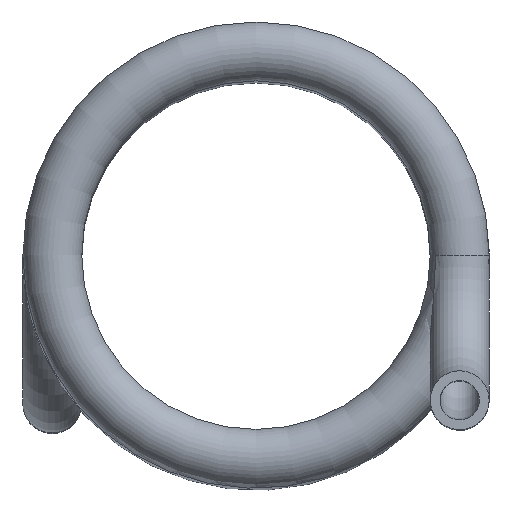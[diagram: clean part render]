
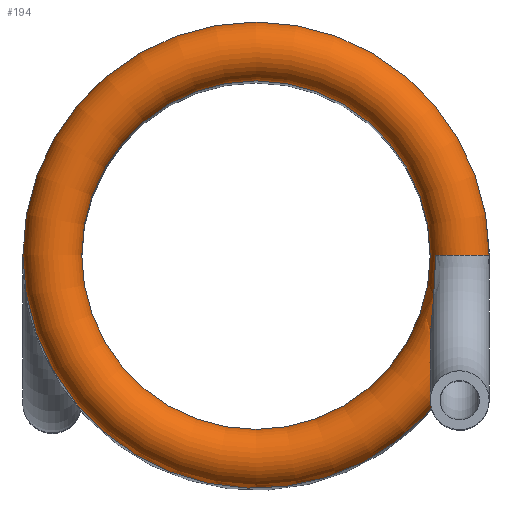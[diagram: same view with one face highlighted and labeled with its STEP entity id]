
A CAD part, top view. The second image highlights one B-rep face of the part: STEP entity #194.
In plain terms, the highlighted toroidal (fillet/blend) face has major radius 41.5 mm and minor radius 6 mm.
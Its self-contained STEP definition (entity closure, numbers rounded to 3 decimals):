
#28=B_SPLINE_CURVE_WITH_KNOTS('',3,(#322,#323,#324,#325,#326,#327,#328,
#329,#330,#331,#332,#333,#334,#335,#336,#337,#338,#339,#340),
 .UNSPECIFIED.,.F.,.F.,(4,1,1,1,1,1,1,1,1,1,1,1,1,1,1,1,4),(0.,
0.004,0.008,0.013,0.015,
0.017,0.019,0.021,0.023,
0.024,0.025,0.026,0.027,
0.028,0.03,0.032,0.034),
 .UNSPECIFIED.);
#34=ORIENTED_EDGE('',*,*,#74,.T.);
#35=ORIENTED_EDGE('',*,*,#75,.F.);
#36=ORIENTED_EDGE('',*,*,#76,.F.);
#37=ORIENTED_EDGE('',*,*,#77,.T.);
#74=EDGE_CURVE('',#94,#94,#112,.T.);
#75=EDGE_CURVE('',#95,#96,#113,.T.);
#76=EDGE_CURVE('',#97,#95,#28,.T.);
#77=EDGE_CURVE('',#97,#96,#114,.T.);
#94=VERTEX_POINT('',#318);
#95=VERTEX_POINT('',#320);
#96=VERTEX_POINT('',#321);
#97=VERTEX_POINT('',#341);
#112=CIRCLE('',#224,35.5);
#113=CIRCLE('',#225,47.5);
#114=CIRCLE('',#226,6.);
#126=EDGE_LOOP('',(#34));
#127=EDGE_LOOP('',(#35,#36,#37));
#156=FACE_BOUND('',#126,.T.);
#157=FACE_BOUND('',#127,.T.);
#186=TOROIDAL_SURFACE('',#223,41.5,6.);
#194=ADVANCED_FACE('',(#156,#157),#186,.T.);
#223=AXIS2_PLACEMENT_3D('',#316,#255,#256);
#224=AXIS2_PLACEMENT_3D('',#317,#257,#258);
#225=AXIS2_PLACEMENT_3D('',#319,#259,#260);
#226=AXIS2_PLACEMENT_3D('',#342,#261,#262);
#255=DIRECTION('',(0.,0.,-1.));
#256=DIRECTION('',(-1.,0.,0.));
#257=DIRECTION('',(0.,0.,-1.));
#258=DIRECTION('',(-1.,0.,0.));
#259=DIRECTION('',(0.,0.,-1.));
#260=DIRECTION('',(-1.,0.,0.));
#261=DIRECTION('',(0.,1.,0.));
#262=DIRECTION('',(1.,0.,0.));
#316=CARTESIAN_POINT('',(0.,47.5,-6.));
#317=CARTESIAN_POINT('',(0.,47.5,-6.));
#318=CARTESIAN_POINT('',(-35.5,47.5,-6.));
#319=CARTESIAN_POINT('',(0.,47.5,-6.));
#320=CARTESIAN_POINT('',(43.427,28.255,-6.));
#321=CARTESIAN_POINT('',(47.5,47.5,-6.));
#322=CARTESIAN_POINT('',(36.624,47.5,-2.504));
#323=CARTESIAN_POINT('',(36.624,46.055,-2.503));
#324=CARTESIAN_POINT('',(36.535,43.165,-2.383));
#325=CARTESIAN_POINT('',(36.185,38.876,-1.873));
#326=CARTESIAN_POINT('',(35.813,35.338,-1.257));
#327=CARTESIAN_POINT('',(35.578,32.508,-0.733));
#328=CARTESIAN_POINT('',(35.478,30.38,-0.361));
#329=CARTESIAN_POINT('',(35.524,28.225,-0.062));
#330=CARTESIAN_POINT('',(35.789,26.419,0.041));
#331=CARTESIAN_POINT('',(36.272,25.053,-0.088));
#332=CARTESIAN_POINT('',(36.831,24.135,-0.352));
#333=CARTESIAN_POINT('',(37.6,23.497,-0.828));
#334=CARTESIAN_POINT('',(38.487,23.271,-1.47));
#335=CARTESIAN_POINT('',(39.337,23.408,-2.147));
#336=CARTESIAN_POINT('',(40.378,23.911,-3.033));
#337=CARTESIAN_POINT('',(41.489,24.937,-4.05));
#338=CARTESIAN_POINT('',(42.57,26.486,-5.108));
#339=CARTESIAN_POINT('',(43.16,27.654,-5.719));
#340=CARTESIAN_POINT('',(43.427,28.255,-6.));
#341=CARTESIAN_POINT('',(36.624,47.5,-2.504));
#342=CARTESIAN_POINT('',(41.5,47.5,-6.));
